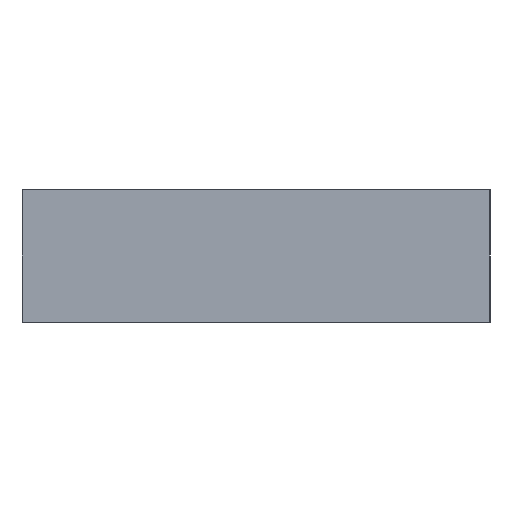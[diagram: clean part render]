
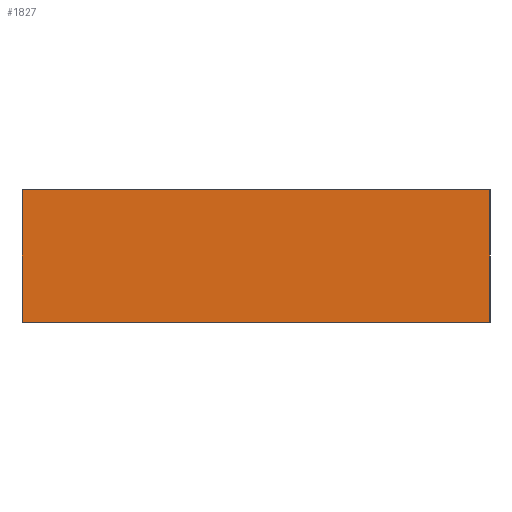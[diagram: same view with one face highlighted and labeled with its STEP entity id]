
A CAD part, left-side view. The second image highlights one B-rep face of the part: STEP entity #1827.
In plain terms, the highlighted planar face has unit normal (-1, 0, 0).
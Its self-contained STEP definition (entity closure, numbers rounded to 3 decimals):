
#541=CARTESIAN_POINT('Vertex',(-19.304,0.,-1.207)) ;
#544=CARTESIAN_POINT('Line Origine',(-19.304,4.255,-1.207)) ;
#548=CARTESIAN_POINT('Vertex',(-19.304,8.509,-1.207)) ;
#684=CARTESIAN_POINT('Vertex',(-19.304,8.509,1.207)) ;
#687=CARTESIAN_POINT('Line Origine',(-19.304,4.255,1.207)) ;
#691=CARTESIAN_POINT('Vertex',(-19.304,0.,1.207)) ;
#1317=CARTESIAN_POINT('Line Origine',(-19.304,8.509,0.)) ;
#1811=CARTESIAN_POINT('Axis2P3D Location',(-19.304,8.509,-1.207)) ;
#1816=CARTESIAN_POINT('Line Origine',(-19.304,0.,0.)) ;
#545=DIRECTION('Vector Direction',(0.,-1.,0.)) ;
#688=DIRECTION('Vector Direction',(0.,-1.,0.)) ;
#1318=DIRECTION('Vector Direction',(0.,0.,1.)) ;
#1812=DIRECTION('Axis2P3D Direction',(1.,0.,0.)) ;
#1813=DIRECTION('Axis2P3D XDirection',(0.,0.,-1.)) ;
#1817=DIRECTION('Vector Direction',(0.,0.,1.)) ;
#1814=AXIS2_PLACEMENT_3D('Plane Axis2P3D',#1811,#1812,#1813) ;
#1822=ORIENTED_EDGE('',*,*,#1820,.T.) ;
#1823=ORIENTED_EDGE('',*,*,#693,.F.) ;
#1824=ORIENTED_EDGE('',*,*,#1321,.F.) ;
#1825=ORIENTED_EDGE('',*,*,#550,.T.) ;
#546=VECTOR('Line Direction',#545,1.) ;
#689=VECTOR('Line Direction',#688,1.) ;
#1319=VECTOR('Line Direction',#1318,1.) ;
#1818=VECTOR('Line Direction',#1817,1.) ;
#1827=ADVANCED_FACE('Geometry.1',(#1826),#1815,.F.) ;
#550=EDGE_CURVE('',#549,#542,#547,.T.) ;
#693=EDGE_CURVE('',#685,#692,#690,.T.) ;
#1321=EDGE_CURVE('',#549,#685,#1320,.T.) ;
#1820=EDGE_CURVE('',#542,#692,#1819,.T.) ;
#1821=EDGE_LOOP('',(#1822,#1823,#1824,#1825)) ;
#1826=FACE_OUTER_BOUND('',#1821,.T.) ;
#547=LINE('Line',#544,#546) ;
#690=LINE('Line',#687,#689) ;
#1320=LINE('Line',#1317,#1319) ;
#1819=LINE('Line',#1816,#1818) ;
#1815=PLANE('',#1814) ;
#542=VERTEX_POINT('',#541) ;
#549=VERTEX_POINT('',#548) ;
#685=VERTEX_POINT('',#684) ;
#692=VERTEX_POINT('',#691) ;
